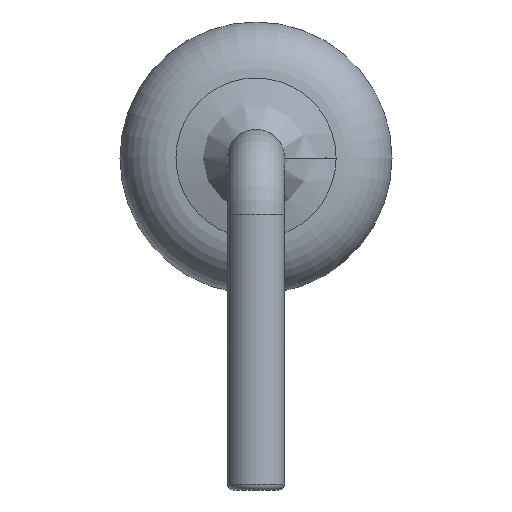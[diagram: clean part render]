
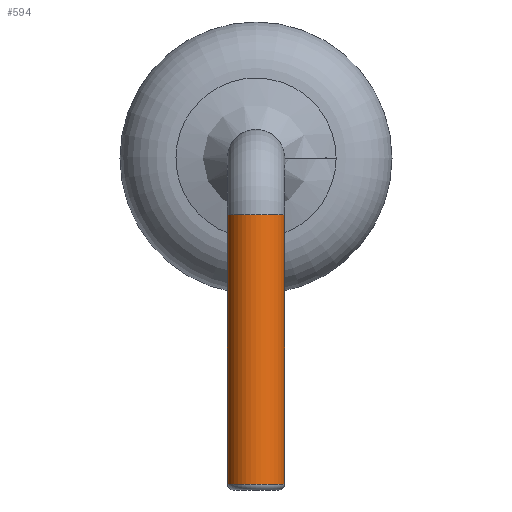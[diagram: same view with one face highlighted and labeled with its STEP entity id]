
A CAD part, left-side view. The second image highlights one B-rep face of the part: STEP entity #594.
In plain terms, the highlighted cylindrical face has radius 0.315 mm (diameter 0.63 mm), a full revolution.
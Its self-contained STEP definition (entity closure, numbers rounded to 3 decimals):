
#69=LINE('',#1590,#83);
#83=VECTOR('',#860,0.315);
#97=CYLINDRICAL_SURFACE('',#704,0.315);
#134=FACE_OUTER_BOUND('',#174,.T.);
#174=EDGE_LOOP('',(#489,#490,#491,#492,#493,#494));
#242=CIRCLE('',#702,0.315);
#243=CIRCLE('',#703,0.315);
#244=CIRCLE('',#705,0.315);
#245=CIRCLE('',#706,0.315);
#299=VERTEX_POINT('',#1583);
#300=VERTEX_POINT('',#1585);
#301=VERTEX_POINT('',#1589);
#302=VERTEX_POINT('',#1591);
#367=EDGE_CURVE('',#299,#300,#242,.T.);
#368=EDGE_CURVE('',#300,#299,#243,.T.);
#369=EDGE_CURVE('',#300,#301,#69,.T.);
#370=EDGE_CURVE('',#301,#302,#244,.T.);
#371=EDGE_CURVE('',#302,#301,#245,.T.);
#489=ORIENTED_EDGE('',*,*,#368,.F.);
#490=ORIENTED_EDGE('',*,*,#369,.T.);
#491=ORIENTED_EDGE('',*,*,#370,.T.);
#492=ORIENTED_EDGE('',*,*,#371,.T.);
#493=ORIENTED_EDGE('',*,*,#369,.F.);
#494=ORIENTED_EDGE('',*,*,#367,.F.);
#594=ADVANCED_FACE('',(#134),#97,.T.);
#702=AXIS2_PLACEMENT_3D('',#1586,#854,#855);
#703=AXIS2_PLACEMENT_3D('',#1587,#856,#857);
#704=AXIS2_PLACEMENT_3D('',#1588,#858,#859);
#705=AXIS2_PLACEMENT_3D('',#1592,#861,#862);
#706=AXIS2_PLACEMENT_3D('',#1593,#863,#864);
#854=DIRECTION('center_axis',(0.,0.,-1.));
#855=DIRECTION('ref_axis',(0.001,-1.,0.));
#856=DIRECTION('center_axis',(0.,0.,-1.));
#857=DIRECTION('ref_axis',(0.001,-1.,0.));
#858=DIRECTION('center_axis',(0.,0.,-1.));
#859=DIRECTION('ref_axis',(0.,1.,0.));
#860=DIRECTION('',(0.,0.,1.));
#861=DIRECTION('center_axis',(0.,0.,-1.));
#862=DIRECTION('ref_axis',(0.,1.,0.));
#863=DIRECTION('center_axis',(0.,0.,-1.));
#864=DIRECTION('ref_axis',(0.,1.,0.));
#1583=CARTESIAN_POINT('',(-5.185,0.,-1.937));
#1585=CARTESIAN_POINT('',(-5.5,-0.315,-1.937));
#1586=CARTESIAN_POINT('Origin',(-5.5,0.,-1.937));
#1587=CARTESIAN_POINT('Origin',(-5.5,0.,-1.937));
#1588=CARTESIAN_POINT('Origin',(-5.5,0.,1.023));
#1589=CARTESIAN_POINT('',(-5.5,-0.315,1.023));
#1590=CARTESIAN_POINT('',(-5.5,-0.315,1.023));
#1591=CARTESIAN_POINT('',(-5.185,0.,1.023));
#1592=CARTESIAN_POINT('Origin',(-5.5,0.,1.023));
#1593=CARTESIAN_POINT('Origin',(-5.5,0.,1.023));
